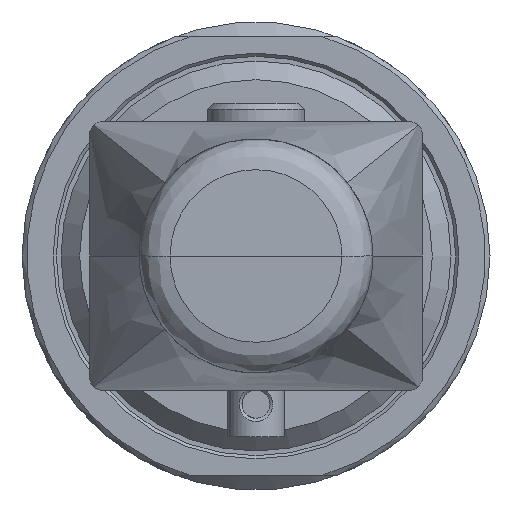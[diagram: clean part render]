
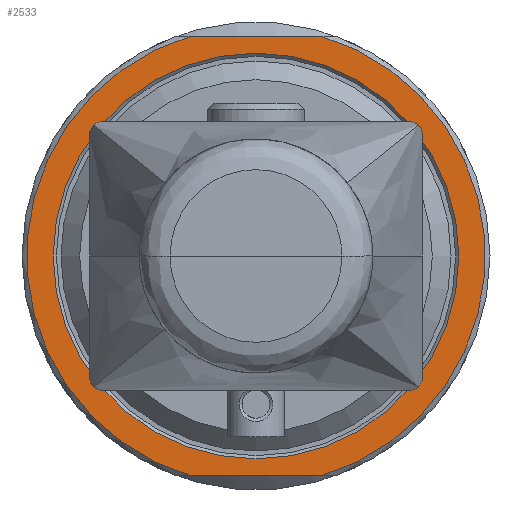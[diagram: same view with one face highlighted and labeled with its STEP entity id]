
A CAD part, left-side view. The second image highlights one B-rep face of the part: STEP entity #2533.
In plain terms, the highlighted planar face has unit normal (-1, 0, 0).
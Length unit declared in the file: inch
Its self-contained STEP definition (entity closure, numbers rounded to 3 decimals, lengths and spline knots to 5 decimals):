
#237=FACE_BOUND($,#757,.T.);
#327=CIRCLE($,#2703,0.735);
#361=CIRCLE($,#2771,0.65);
#362=CIRCLE($,#2773,0.735);
#551=FACE_OUTER_BOUND($,#756,.T.);
#756=EDGE_LOOP($,(#1891,#1892,#1893,#1894));
#757=EDGE_LOOP($,(#1895));
#1017=LINE($,#3840,#1098);
#1020=LINE($,#3859,#1101);
#1098=VECTOR($,#3051,0.41569);
#1101=VECTOR($,#3056,0.41569);
#1179=VERTEX_POINT($,#3838);
#1180=VERTEX_POINT($,#3839);
#1185=VERTEX_POINT($,#3857);
#1186=VERTEX_POINT($,#3858);
#1235=VERTEX_POINT($,#4058);
#1425=EDGE_CURVE($,#1179,#1180,#1017,.T.);
#1431=EDGE_CURVE($,#1185,#1186,#1020,.T.);
#1441=EDGE_CURVE($,#1179,#1186,#327,.T.);
#1495=EDGE_CURVE($,#1235,#1235,#361,.T.);
#1496=EDGE_CURVE($,#1185,#1180,#362,.T.);
#1891=ORIENTED_EDGE($,*,*,#1425,.T.);
#1892=ORIENTED_EDGE($,*,*,#1496,.F.);
#1893=ORIENTED_EDGE($,*,*,#1431,.T.);
#1894=ORIENTED_EDGE($,*,*,#1441,.F.);
#1895=ORIENTED_EDGE($,*,*,#1495,.T.);
#2451=PLANE($,#2772);
#2533=ADVANCED_FACE($,(#551,#237),#2451,.T.);
#2703=AXIS2_PLACEMENT_3D($,#3883,#3073,#3074);
#2771=AXIS2_PLACEMENT_3D($,#4059,#3221,#3222);
#2772=AXIS2_PLACEMENT_3D($,#4060,#3223,#3224);
#2773=AXIS2_PLACEMENT_3D($,#4061,#3225,#3226);
#3051=DIRECTION($,(0.,1.,0.));
#3056=DIRECTION($,(0.,-1.,0.));
#3073=DIRECTION('center_axis',(1.,0.,0.));
#3074=DIRECTION('ref_axis',(0.,0.,-1.));
#3221=DIRECTION('center_axis',(1.,0.,0.));
#3222=DIRECTION('ref_axis',(0.,0.,-1.));
#3223=DIRECTION('center_axis',(-1.,0.,0.));
#3224=DIRECTION('ref_axis',(0.,0.,1.));
#3225=DIRECTION('center_axis',(1.,0.,0.));
#3226=DIRECTION('ref_axis',(0.,0.,-1.));
#3838=CARTESIAN_POINT('',(0.937,-0.20785,0.705));
#3839=CARTESIAN_POINT('',(0.937,0.20785,0.705));
#3840=CARTESIAN_POINT($,(0.937,0.3675,0.705));
#3857=CARTESIAN_POINT('',(0.937,0.20785,-0.705));
#3858=CARTESIAN_POINT('',(0.937,-0.20785,-0.705));
#3859=CARTESIAN_POINT($,(0.937,0.3675,-0.705));
#3883=CARTESIAN_POINT('Origin',(0.937,0.,
0.));
#4058=CARTESIAN_POINT('',(0.937,0.65,0.));
#4059=CARTESIAN_POINT('Origin',(0.937,0.,
0.));
#4060=CARTESIAN_POINT('Origin',(0.937,0.735,0.));
#4061=CARTESIAN_POINT('Origin',(0.937,0.,
0.));
